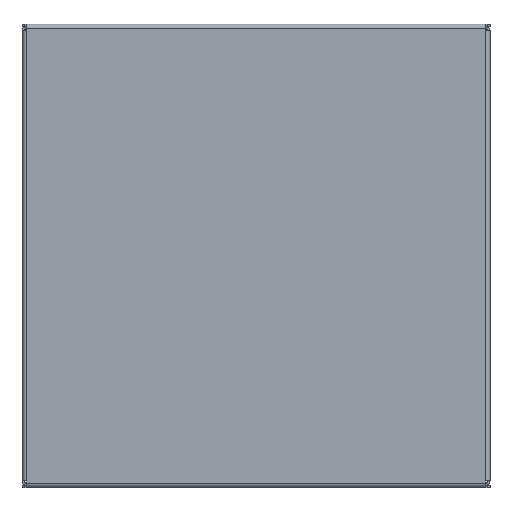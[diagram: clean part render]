
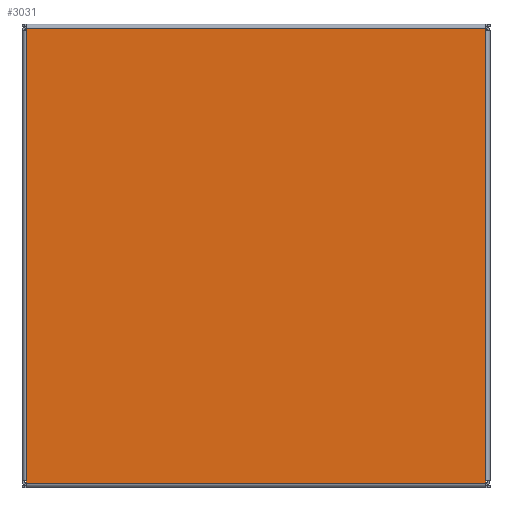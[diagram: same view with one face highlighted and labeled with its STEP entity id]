
A CAD part, top view. The second image highlights one B-rep face of the part: STEP entity #3031.
In plain terms, the highlighted planar face has unit normal (0, 0, 1).
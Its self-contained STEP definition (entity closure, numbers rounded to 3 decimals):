
#338=FACE_OUTER_BOUND('',#594,.T.);
#594=EDGE_LOOP('',(#2747,#2748,#2749,#2750,#2751,#2752,#2753,#2754));
#965=LINE('',#4962,#1231);
#970=LINE('',#4975,#1236);
#986=LINE('',#5045,#1252);
#989=LINE('',#5051,#1255);
#992=LINE('',#5060,#1258);
#996=LINE('',#5076,#1262);
#1000=LINE('',#5085,#1266);
#1002=LINE('',#5089,#1268);
#1231=VECTOR('',#4060,194.329);
#1236=VECTOR('',#4077,194.329);
#1252=VECTOR('',#4185,1.012);
#1255=VECTOR('',#4190,1.012);
#1258=VECTOR('',#4201,198.376);
#1262=VECTOR('',#4225,198.376);
#1266=VECTOR('',#4237,1.012);
#1268=VECTOR('',#4243,1.012);
#1509=VERTEX_POINT('',#4945);
#1512=VERTEX_POINT('',#4956);
#1513=VERTEX_POINT('',#4960);
#1515=VERTEX_POINT('',#4971);
#1523=VERTEX_POINT('',#5044);
#1525=VERTEX_POINT('',#5050);
#1527=VERTEX_POINT('',#5059);
#1529=VERTEX_POINT('',#5065);
#1877=EDGE_CURVE('',#1512,#1513,#965,.T.);
#1884=EDGE_CURVE('',#1515,#1509,#970,.T.);
#1914=EDGE_CURVE('',#1523,#1515,#986,.T.);
#1917=EDGE_CURVE('',#1525,#1512,#989,.T.);
#1922=EDGE_CURVE('',#1527,#1523,#992,.T.);
#1931=EDGE_CURVE('',#1529,#1525,#996,.T.);
#1936=EDGE_CURVE('',#1509,#1529,#1000,.T.);
#1938=EDGE_CURVE('',#1513,#1527,#1002,.T.);
#2747=ORIENTED_EDGE('',*,*,#1914,.T.);
#2748=ORIENTED_EDGE('',*,*,#1884,.T.);
#2749=ORIENTED_EDGE('',*,*,#1936,.T.);
#2750=ORIENTED_EDGE('',*,*,#1931,.T.);
#2751=ORIENTED_EDGE('',*,*,#1917,.T.);
#2752=ORIENTED_EDGE('',*,*,#1877,.T.);
#2753=ORIENTED_EDGE('',*,*,#1938,.T.);
#2754=ORIENTED_EDGE('',*,*,#1922,.T.);
#2858=PLANE('',#3349);
#3031=ADVANCED_FACE('',(#338),#2858,.T.);
#3349=AXIS2_PLACEMENT_3D('',#5091,#4246,#4247);
#4060=DIRECTION('',(0.,1.,0.));
#4077=DIRECTION('',(0.,-1.,0.));
#4185=DIRECTION('',(0.,-1.,0.));
#4190=DIRECTION('',(0.,1.,0.));
#4201=DIRECTION('',(-1.,0.,0.));
#4225=DIRECTION('',(1.,0.,0.));
#4237=DIRECTION('',(0.,-1.,0.));
#4243=DIRECTION('',(0.,1.,0.));
#4246=DIRECTION('center_axis',(0.,0.,1.));
#4247=DIRECTION('ref_axis',(1.,0.,0.));
#4945=CARTESIAN_POINT('',(-99.188,-97.164,0.912));
#4956=CARTESIAN_POINT('',(99.188,-97.164,0.912));
#4960=CARTESIAN_POINT('',(99.188,97.164,0.912));
#4962=CARTESIAN_POINT('',(99.188,-49.088,0.912));
#4971=CARTESIAN_POINT('',(-99.188,97.164,0.912));
#4975=CARTESIAN_POINT('',(-99.188,49.088,0.912));
#5044=CARTESIAN_POINT('',(-99.188,98.176,0.912));
#5045=CARTESIAN_POINT('',(-99.188,49.088,0.912));
#5050=CARTESIAN_POINT('',(99.188,-98.176,0.912));
#5051=CARTESIAN_POINT('',(99.188,-49.088,0.912));
#5059=CARTESIAN_POINT('',(99.188,98.176,0.912));
#5060=CARTESIAN_POINT('',(50.506,98.176,0.912));
#5065=CARTESIAN_POINT('',(-99.188,-98.176,0.912));
#5076=CARTESIAN_POINT('',(-50.506,-98.176,0.912));
#5085=CARTESIAN_POINT('',(-99.188,49.088,0.912));
#5089=CARTESIAN_POINT('',(99.188,-49.088,0.912));
#5091=CARTESIAN_POINT('Origin',(0.,0.,
0.912));
